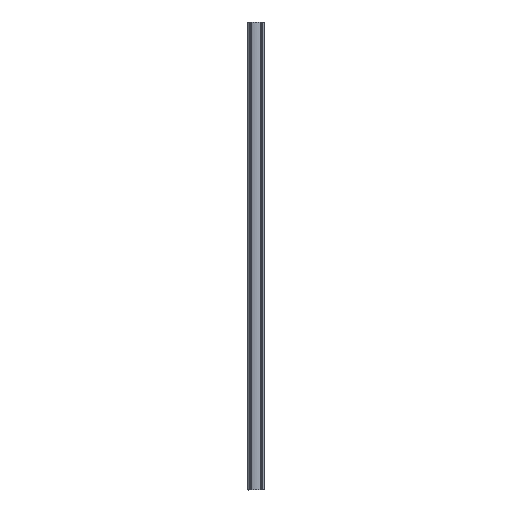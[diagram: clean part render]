
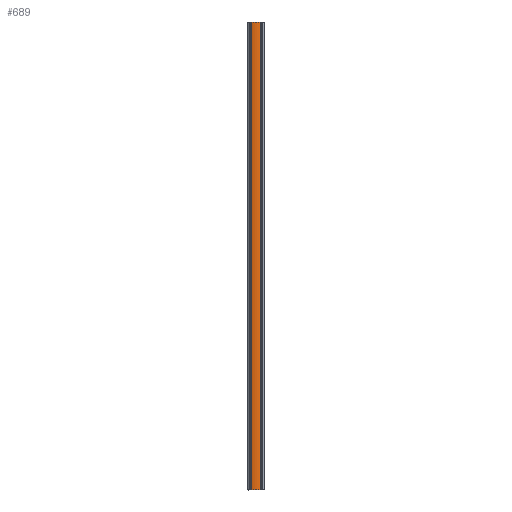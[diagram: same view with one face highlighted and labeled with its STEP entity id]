
A CAD part, front view. The second image highlights one B-rep face of the part: STEP entity #689.
In plain terms, the highlighted cylindrical face has radius 60 mm (diameter 120 mm), a partial arc.
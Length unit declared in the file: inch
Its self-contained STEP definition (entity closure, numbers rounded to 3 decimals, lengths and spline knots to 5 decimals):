
#18 = CARTESIAN_POINT ( 'NONE',  ( 0., 0., -78.74016 ) ) ;
#83 = CARTESIAN_POINT ( 'NONE',  ( 0.81587, -2.21684, -78.74016 ) ) ;
#86 = LINE ( 'NONE', #198, #622 ) ;
#92 = CARTESIAN_POINT ( 'NONE',  ( 0., 0., 0. ) ) ;
#109 = DIRECTION ( 'NONE',  ( 1., 0., 0. ) ) ;
#149 = CIRCLE ( 'NONE', #1174, 2.3622 ) ;
#165 = CARTESIAN_POINT ( 'NONE',  ( 0.81587, -2.21684, 0. ) ) ;
#183 = CARTESIAN_POINT ( 'NONE',  ( -0.81587, -2.21684, 0. ) ) ;
#198 = CARTESIAN_POINT ( 'NONE',  ( -0.81587, -2.21684, -78.74016 ) ) ;
#216 = DIRECTION ( 'NONE',  ( 0., 0., -1. ) ) ;
#281 = VERTEX_POINT ( 'NONE', #83 ) ;
#287 = EDGE_CURVE ( 'NONE', #1686, #1678, #486, .T. ) ;
#341 = VERTEX_POINT ( 'NONE', #941 ) ;
#379 = EDGE_CURVE ( 'NONE', #341, #281, #149, .T. ) ;
#486 = CIRCLE ( 'NONE', #1535, 2.3622 ) ;
#498 = EDGE_LOOP ( 'NONE', ( #989, #1098, #1007, #1368 ) ) ;
#535 = VECTOR ( 'NONE', #817, 39.37008 ) ;
#622 = VECTOR ( 'NONE', #216, 39.37008 ) ;
#667 = DIRECTION ( 'NONE',  ( 1., 0., 0. ) ) ;
#689 = ADVANCED_FACE ( 'NONE', ( #1518 ), #820, .T. ) ;
#789 = LINE ( 'NONE', #1344, #535 ) ;
#817 = DIRECTION ( 'NONE',  ( 0., 0., 1. ) ) ;
#820 = CYLINDRICAL_SURFACE ( 'NONE', #1118, 2.3622 ) ;
#828 = DIRECTION ( 'NONE',  ( 0., 0., 1. ) ) ;
#868 = DIRECTION ( 'NONE',  ( 1., 0., 0. ) ) ;
#924 = EDGE_CURVE ( 'NONE', #1686, #341, #86, .T. ) ;
#941 = CARTESIAN_POINT ( 'NONE',  ( -0.81587, -2.21684, -78.74016 ) ) ;
#986 = DIRECTION ( 'NONE',  ( 0., 0., 1. ) ) ;
#989 = ORIENTED_EDGE ( 'NONE', *, *, #379, .T. ) ;
#1007 = ORIENTED_EDGE ( 'NONE', *, *, #287, .F. ) ;
#1098 = ORIENTED_EDGE ( 'NONE', *, *, #1427, .T. ) ;
#1118 = AXIS2_PLACEMENT_3D ( 'NONE', #1220, #828, #109 ) ;
#1174 = AXIS2_PLACEMENT_3D ( 'NONE', #18, #986, #868 ) ;
#1220 = CARTESIAN_POINT ( 'NONE',  ( 0., 0., -78.74016 ) ) ;
#1344 = CARTESIAN_POINT ( 'NONE',  ( 0.81587, -2.21684, -78.74016 ) ) ;
#1368 = ORIENTED_EDGE ( 'NONE', *, *, #924, .T. ) ;
#1427 = EDGE_CURVE ( 'NONE', #281, #1678, #789, .T. ) ;
#1518 = FACE_OUTER_BOUND ( 'NONE', #498, .T. ) ;
#1535 = AXIS2_PLACEMENT_3D ( 'NONE', #92, #1649, #667 ) ;
#1649 = DIRECTION ( 'NONE',  ( 0., 0., 1. ) ) ;
#1678 = VERTEX_POINT ( 'NONE', #165 ) ;
#1686 = VERTEX_POINT ( 'NONE', #183 ) ;
